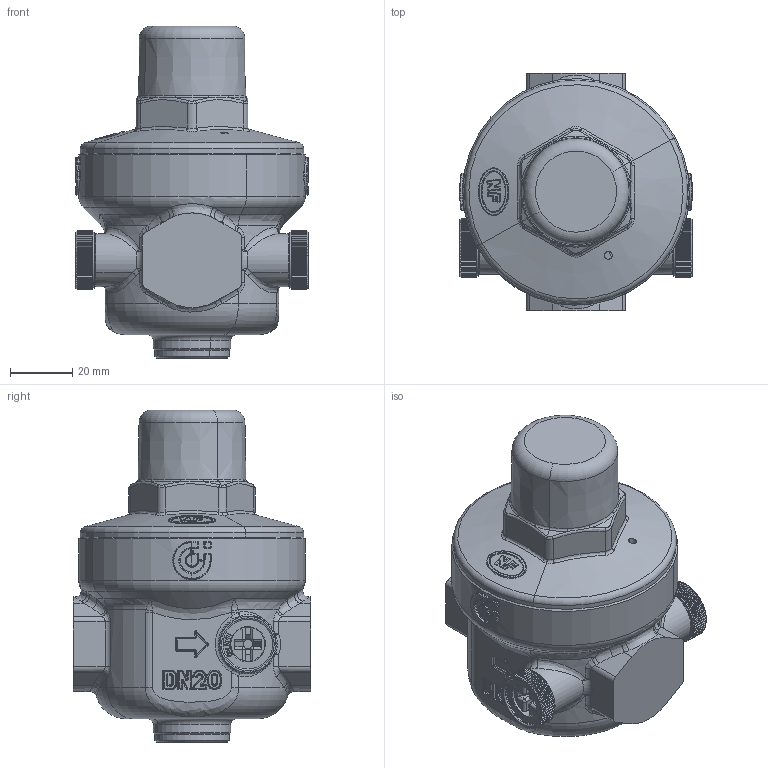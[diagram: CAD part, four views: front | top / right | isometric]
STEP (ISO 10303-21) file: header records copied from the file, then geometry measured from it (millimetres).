
FILE_DESCRIPTION(('CATIA V5 STEP Exchange','CAx-IF Rec.Pracs.--- Model Styling and Organization---1.4--- 2014-01-23','CAx-IF Rec.Pracs.---3D Tessellated Data Validation Properties---0.5---2014-09-14'),'2;1');
FILE_NAME('STEP_539200_TH_-_TST.stp','2020-12-17T06:55:22+00:00',('none'),('none'),'CATIA Version 5-6 Release 2019 SP3','CATIA V5 STEP AP242 v1','none');
FILE_SCHEMA(('AP242_MANAGED_MODEL_BASED_3D_ENGINEERING_MIM_LF {1 0 10303 442 1 1 4}'));
Length unit declared in the file: millimetre
Products named in the file (1): 539200 TH - TST
Bounding box: 75 x 76.5 x 107 mm (x, y, z)
Volume: 268564.4 mm3; surface area: 34163.3 mm2
Topology: 1 solids, 28 shells, 2161 faces, 5483 edges, 3368 vertices
Faces by surface type: plane 874, cylinder 546, bspline 421, torus 198, cone 82, extrusion 22, sphere 18
Entity records: 99812 total; most frequent: CARTESIAN_POINT 54832, ORIENTED_EDGE 10864, DIRECTION 5922, EDGE_CURVE 5432, VERTEX_POINT 3368, AXIS2_PLACEMENT_3D 2663, EDGE_LOOP 2210, ADVANCED_FACE 2161
